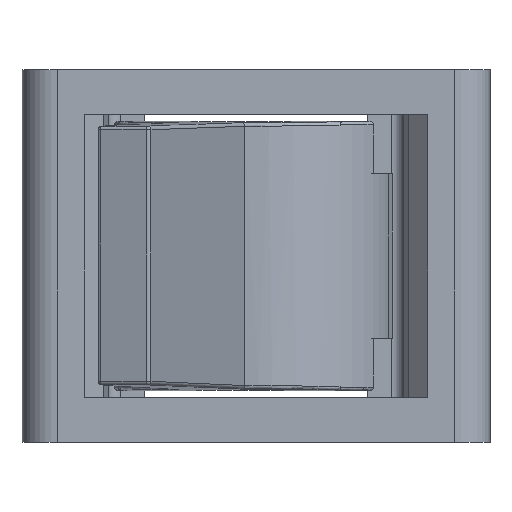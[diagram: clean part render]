
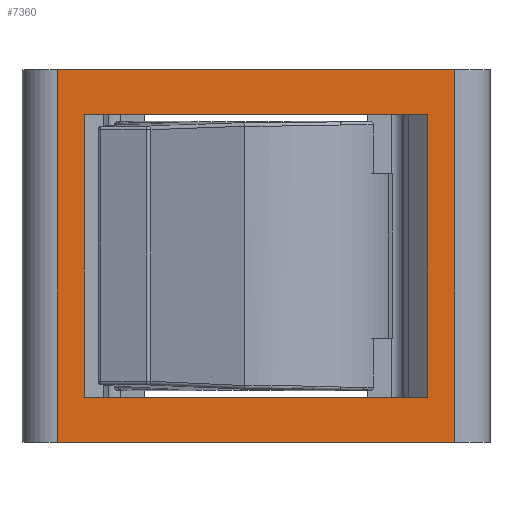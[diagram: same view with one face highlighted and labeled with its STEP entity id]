
A CAD part, top view. The second image highlights one B-rep face of the part: STEP entity #7360.
In plain terms, the highlighted planar face has unit normal (0, 0, 1).
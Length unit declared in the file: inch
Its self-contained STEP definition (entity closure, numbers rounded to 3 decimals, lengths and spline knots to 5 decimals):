
#98=FACE_BOUND('',#645,.T.);
#215=FACE_OUTER_BOUND('',#644,.T.);
#644=EDGE_LOOP('',(#4910,#4911,#4912,#4913));
#645=EDGE_LOOP('',(#4914,#4915,#4916,#4917));
#1106=LINE('',#10641,#1993);
#1125=LINE('',#10687,#2012);
#1137=LINE('',#10712,#2024);
#1139=LINE('',#10716,#2026);
#1141=LINE('',#10726,#2028);
#1142=LINE('',#10729,#2029);
#1146=LINE('',#10739,#2033);
#1147=LINE('',#10740,#2034);
#1993=VECTOR('',#8476,0.3937);
#2012=VECTOR('',#8511,0.3937);
#2024=VECTOR('',#8531,0.3937);
#2026=VECTOR('',#8537,0.3937);
#2028=VECTOR('',#8547,0.3937);
#2029=VECTOR('',#8550,0.3937);
#2033=VECTOR('',#8558,0.3937);
#2034=VECTOR('',#8559,0.3937);
#3045=VERTEX_POINT('',#10638);
#3046=VERTEX_POINT('',#10640);
#3064=VERTEX_POINT('',#10684);
#3065=VERTEX_POINT('',#10686);
#3075=VERTEX_POINT('',#10719);
#3078=VERTEX_POINT('',#10724);
#3079=VERTEX_POINT('',#10728);
#3083=VERTEX_POINT('',#10738);
#3734=EDGE_CURVE('',#3045,#3046,#1106,.T.);
#3757=EDGE_CURVE('',#3065,#3064,#1125,.T.);
#3771=EDGE_CURVE('',#3046,#3064,#1137,.T.);
#3773=EDGE_CURVE('',#3065,#3045,#1139,.T.);
#3777=EDGE_CURVE('',#3078,#3075,#1141,.T.);
#3778=EDGE_CURVE('',#3075,#3079,#1142,.T.);
#3783=EDGE_CURVE('',#3083,#3078,#1146,.T.);
#3784=EDGE_CURVE('',#3079,#3083,#1147,.T.);
#4910=ORIENTED_EDGE('',*,*,#3777,.F.);
#4911=ORIENTED_EDGE('',*,*,#3783,.F.);
#4912=ORIENTED_EDGE('',*,*,#3784,.F.);
#4913=ORIENTED_EDGE('',*,*,#3778,.F.);
#4914=ORIENTED_EDGE('',*,*,#3734,.F.);
#4915=ORIENTED_EDGE('',*,*,#3773,.F.);
#4916=ORIENTED_EDGE('',*,*,#3757,.T.);
#4917=ORIENTED_EDGE('',*,*,#3771,.F.);
#7035=PLANE('',#7825);
#7360=ADVANCED_FACE('',(#215,#98),#7035,.T.);
#7825=AXIS2_PLACEMENT_3D('',#10737,#8556,#8557);
#8476=DIRECTION('',(1.,0.,0.));
#8511=DIRECTION('',(1.,0.,0.));
#8531=DIRECTION('',(0.,1.,0.));
#8537=DIRECTION('',(0.,-1.,0.));
#8547=DIRECTION('',(0.,1.,0.));
#8550=DIRECTION('',(1.,0.,0.));
#8556=DIRECTION('center_axis',(0.,0.,
1.));
#8557=DIRECTION('ref_axis',(0.,1.,0.));
#8558=DIRECTION('',(-1.,0.,0.));
#8559=DIRECTION('',(0.,-1.,0.));
#10638=CARTESIAN_POINT('',(-0.28642,-0.23622,0.71575));
#10640=CARTESIAN_POINT('',(0.28642,-0.23622,0.71575));
#10641=CARTESIAN_POINT('',(0.12746,-0.23622,0.71575));
#10684=CARTESIAN_POINT('',(0.28642,0.23622,0.71575));
#10686=CARTESIAN_POINT('',(-0.28642,0.23622,0.71575));
#10687=CARTESIAN_POINT('',(-0.12746,0.23622,0.71575));
#10712=CARTESIAN_POINT('',(0.28642,0.11811,0.71575));
#10716=CARTESIAN_POINT('',(-0.28642,-0.11811,0.71575));
#10719=CARTESIAN_POINT('',(-0.33169,0.31102,0.71575));
#10724=CARTESIAN_POINT('',(-0.33169,-0.31102,0.71575));
#10726=CARTESIAN_POINT('',(-0.33169,-0.15551,0.71575));
#10728=CARTESIAN_POINT('',(0.33169,0.31102,0.71575));
#10729=CARTESIAN_POINT('',(-0.39075,0.31102,0.71575));
#10737=CARTESIAN_POINT('Origin',(0.,0.,
0.71575));
#10738=CARTESIAN_POINT('',(0.33169,-0.31102,0.71575));
#10739=CARTESIAN_POINT('',(0.39075,-0.31102,0.71575));
#10740=CARTESIAN_POINT('',(0.33169,0.15551,0.71575));
